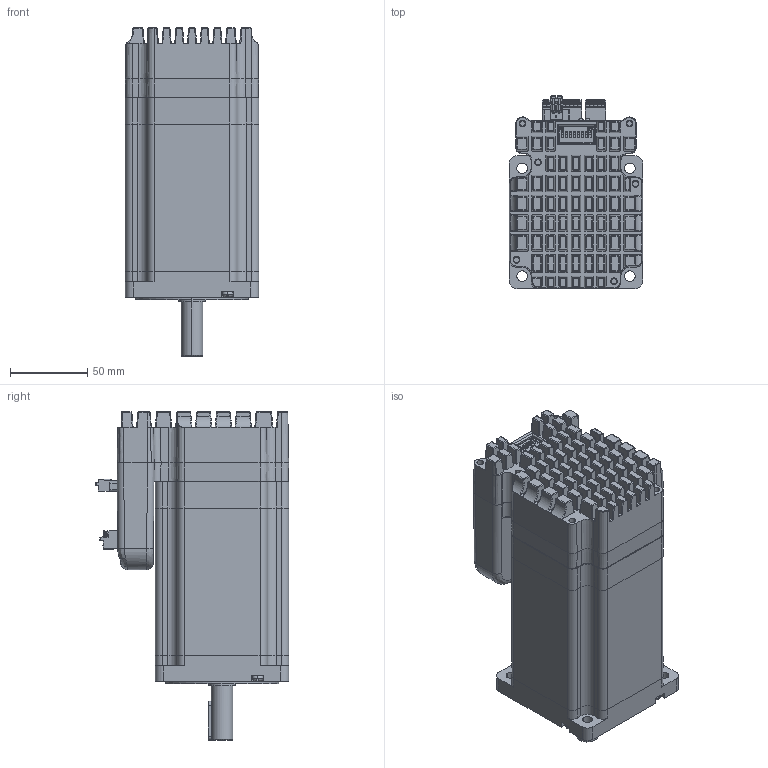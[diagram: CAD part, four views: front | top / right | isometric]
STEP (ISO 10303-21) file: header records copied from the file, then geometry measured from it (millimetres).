
FILE_DESCRIPTION (( 'STEP AP203' ), '1' );
FILE_NAME ('iHSS86-80-100.STEP', '2019-09-29T00:38:52', ( 'USER-' ), ( 'MS' ), 'SwSTEP 2.0', 'SolidWorks 2015', '' );
FILE_SCHEMA (( 'CONFIG_CONTROL_DESIGN' ));
Length unit declared in the file: millimetre
Products named in the file (23): 15EDGKDM-3.81-2P; DIPSWITCH8; 86珨极趙PCB-S; 57JS15EDGKD-2.5-5P-MALE; 15EDGVC-2.5-05P; IDCT-2x5-2.54; 8695儂旯; LED_d3-RED; IDC2x6-90; iHSS86-80-100; LED_d3-GRN; 15EDGVC-2.5-10P; 15EDGVM-5.08-2P; 86ほ趼倛1; 86掉喊奻裔 湍瑩羞; 86一体化散热器; 綴裔; 5x5x25key; TO263-3S; 錨璃1; 15EDGKD-2.5-10P; 86珨极趙醱啣; 86珨极趙PCB
Assembly tree (34 placements, depth 2):
  iHSS86-80-100
    綴裔
    錨璃1  x4
    86珨极趙PCB
    86珨极趙PCB-S
    IDCT-2x5-2.54  x2
    IDC2x6-90  x2
    15EDGVC-2.5-10P
    86ほ趼倛1
    86一体化散热器
    TO263-3S  x8
    86珨极趙醱啣
    DIPSWITCH8
    15EDGVC-2.5-05P
    LED_d3-RED
    LED_d3-GRN
    15EDGVM-5.08-2P
    86掉喊奻裔 湍瑩羞
    5x5x25key
    15EDGKD-2.5-10P
    15EDGKDM-3.81-2P
    57JS15EDGKD-2.5-5P-MALE
    8695儂旯
Bounding box: 86 x 124.8 x 211.93 mm (x, y, z)
Volume: 1023294 mm3; surface area: 248240.9 mm2
Topology: 20 solids, 210 shells, 6850 faces, 19406 edges, 12949 vertices
Faces by surface type: plane 4679, cylinder 1564, bspline 390, cone 181, torus 28, sphere 8
Entity records: 170496 total; most frequent: CARTESIAN_POINT 40321, ORIENTED_EDGE 26420, DIRECTION 25794, EDGE_CURVE 13620, VECTOR 9850, LINE 9850, VERTEX_POINT 8723, AXIS2_PLACEMENT_3D 7972
